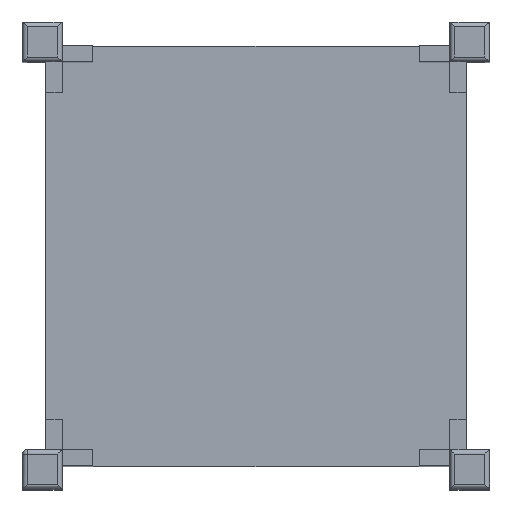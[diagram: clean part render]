
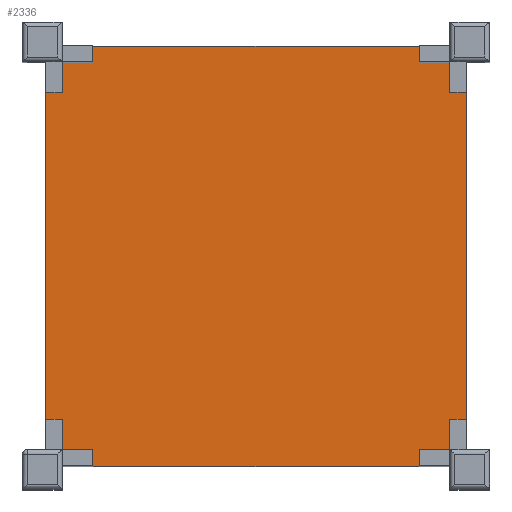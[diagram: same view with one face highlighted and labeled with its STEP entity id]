
A CAD part, top view. The second image highlights one B-rep face of the part: STEP entity #2336.
In plain terms, the highlighted planar face has unit normal (0, 0, 1).
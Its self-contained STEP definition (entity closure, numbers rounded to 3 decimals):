
#85=PLANE('',#2536);
#215=FACE_OUTER_BOUND('',#345,.T.);
#345=EDGE_LOOP('',(#2092,#2093,#2094,#2095,#2096,#2097,#2098,#2099,#2100,
#2101,#2102,#2103,#2104,#2105,#2106,#2107,#2108,#2109,#2110,#2111));
#465=LINE('',#3376,#743);
#587=LINE('',#3699,#865);
#590=LINE('',#3704,#868);
#592=LINE('',#3708,#870);
#594=LINE('',#3712,#872);
#596=LINE('',#3717,#874);
#598=LINE('',#3721,#876);
#607=LINE('',#3736,#885);
#609=LINE('',#3740,#887);
#610=LINE('',#3743,#888);
#625=LINE('',#3768,#903);
#627=LINE('',#3772,#905);
#629=LINE('',#3776,#907);
#631=LINE('',#3780,#909);
#632=LINE('',#3782,#910);
#659=LINE('',#3838,#937);
#660=LINE('',#3840,#938);
#661=LINE('',#3842,#939);
#662=LINE('',#3843,#940);
#663=LINE('',#3844,#941);
#743=VECTOR('',#2686,10.);
#865=VECTOR('',#3022,10.);
#868=VECTOR('',#3027,10.);
#870=VECTOR('',#3031,10.);
#872=VECTOR('',#3035,10.);
#874=VECTOR('',#3039,10.);
#876=VECTOR('',#3043,10.);
#885=VECTOR('',#3054,10.);
#887=VECTOR('',#3058,10.);
#888=VECTOR('',#3061,10.);
#903=VECTOR('',#3078,10.);
#905=VECTOR('',#3082,10.);
#907=VECTOR('',#3086,10.);
#909=VECTOR('',#3090,10.);
#910=VECTOR('',#3093,10.);
#937=VECTOR('',#3154,10.);
#938=VECTOR('',#3155,10.);
#939=VECTOR('',#3156,10.);
#940=VECTOR('',#3157,10.);
#941=VECTOR('',#3158,10.);
#1044=VERTEX_POINT('',#3373);
#1045=VERTEX_POINT('',#3375);
#1138=VERTEX_POINT('',#3696);
#1139=VERTEX_POINT('',#3698);
#1140=VERTEX_POINT('',#3702);
#1141=VERTEX_POINT('',#3706);
#1142=VERTEX_POINT('',#3710);
#1143=VERTEX_POINT('',#3714);
#1144=VERTEX_POINT('',#3716);
#1145=VERTEX_POINT('',#3720);
#1150=VERTEX_POINT('',#3734);
#1151=VERTEX_POINT('',#3738);
#1152=VERTEX_POINT('',#3742);
#1161=VERTEX_POINT('',#3766);
#1162=VERTEX_POINT('',#3770);
#1163=VERTEX_POINT('',#3774);
#1164=VERTEX_POINT('',#3778);
#1176=VERTEX_POINT('',#3837);
#1177=VERTEX_POINT('',#3839);
#1178=VERTEX_POINT('',#3841);
#1263=EDGE_CURVE('',#1045,#1044,#465,.T.);
#1427=EDGE_CURVE('',#1139,#1138,#587,.T.);
#1430=EDGE_CURVE('',#1138,#1140,#590,.T.);
#1432=EDGE_CURVE('',#1140,#1141,#592,.T.);
#1434=EDGE_CURVE('',#1141,#1142,#594,.T.);
#1436=EDGE_CURVE('',#1144,#1143,#596,.T.);
#1438=EDGE_CURVE('',#1145,#1139,#598,.T.);
#1447=EDGE_CURVE('',#1143,#1150,#607,.T.);
#1449=EDGE_CURVE('',#1150,#1151,#609,.T.);
#1450=EDGE_CURVE('',#1152,#1144,#610,.T.);
#1465=EDGE_CURVE('',#1142,#1161,#625,.T.);
#1467=EDGE_CURVE('',#1161,#1162,#627,.T.);
#1469=EDGE_CURVE('',#1162,#1163,#629,.T.);
#1471=EDGE_CURVE('',#1163,#1164,#631,.T.);
#1472=EDGE_CURVE('',#1164,#1045,#632,.T.);
#1499=EDGE_CURVE('',#1044,#1176,#659,.T.);
#1500=EDGE_CURVE('',#1176,#1177,#660,.T.);
#1501=EDGE_CURVE('',#1177,#1178,#661,.T.);
#1502=EDGE_CURVE('',#1178,#1152,#662,.T.);
#1503=EDGE_CURVE('',#1151,#1145,#663,.T.);
#2092=ORIENTED_EDGE('',*,*,#1427,.T.);
#2093=ORIENTED_EDGE('',*,*,#1430,.T.);
#2094=ORIENTED_EDGE('',*,*,#1432,.T.);
#2095=ORIENTED_EDGE('',*,*,#1434,.T.);
#2096=ORIENTED_EDGE('',*,*,#1465,.T.);
#2097=ORIENTED_EDGE('',*,*,#1467,.T.);
#2098=ORIENTED_EDGE('',*,*,#1469,.T.);
#2099=ORIENTED_EDGE('',*,*,#1471,.T.);
#2100=ORIENTED_EDGE('',*,*,#1472,.T.);
#2101=ORIENTED_EDGE('',*,*,#1263,.T.);
#2102=ORIENTED_EDGE('',*,*,#1499,.T.);
#2103=ORIENTED_EDGE('',*,*,#1500,.T.);
#2104=ORIENTED_EDGE('',*,*,#1501,.T.);
#2105=ORIENTED_EDGE('',*,*,#1502,.T.);
#2106=ORIENTED_EDGE('',*,*,#1450,.T.);
#2107=ORIENTED_EDGE('',*,*,#1436,.T.);
#2108=ORIENTED_EDGE('',*,*,#1447,.T.);
#2109=ORIENTED_EDGE('',*,*,#1449,.T.);
#2110=ORIENTED_EDGE('',*,*,#1503,.T.);
#2111=ORIENTED_EDGE('',*,*,#1438,.T.);
#2336=ADVANCED_FACE('',(#215),#85,.T.);
#2536=AXIS2_PLACEMENT_3D('',#3836,#3152,#3153);
#2686=DIRECTION('',(0.,-1.,0.));
#3022=DIRECTION('',(-1.,0.,0.));
#3027=DIRECTION('',(0.,1.,0.));
#3031=DIRECTION('',(-1.,0.,0.));
#3035=DIRECTION('',(0.,1.,0.));
#3039=DIRECTION('',(0.,1.,0.));
#3043=DIRECTION('',(0.,1.,0.));
#3054=DIRECTION('',(1.,0.,0.));
#3058=DIRECTION('',(0.,1.,0.));
#3061=DIRECTION('',(1.,0.,0.));
#3078=DIRECTION('',(-1.,0.,0.));
#3082=DIRECTION('',(0.,-1.,0.));
#3086=DIRECTION('',(-1.,0.,0.));
#3090=DIRECTION('',(0.,-1.,0.));
#3093=DIRECTION('',(-1.,0.,0.));
#3152=DIRECTION('center_axis',(0.,0.,1.));
#3153=DIRECTION('ref_axis',(1.,0.,0.));
#3154=DIRECTION('',(1.,0.,0.));
#3155=DIRECTION('',(0.,-1.,0.));
#3156=DIRECTION('',(1.,0.,0.));
#3157=DIRECTION('',(0.,-1.,0.));
#3158=DIRECTION('',(1.,0.,0.));
#3373=CARTESIAN_POINT('',(-64.136,-27.375,4.));
#3375=CARTESIAN_POINT('',(-64.136,42.625,4.));
#3376=CARTESIAN_POINT('',(-64.136,42.625,4.));
#3696=CARTESIAN_POINT('',(22.364,42.625,4.));
#3698=CARTESIAN_POINT('',(25.864,42.625,4.));
#3699=CARTESIAN_POINT('',(1.614,42.625,4.));
#3702=CARTESIAN_POINT('',(22.364,49.125,4.));
#3704=CARTESIAN_POINT('',(22.364,28.375,4.));
#3706=CARTESIAN_POINT('',(15.864,49.125,4.));
#3708=CARTESIAN_POINT('',(-1.636,49.125,4.));
#3710=CARTESIAN_POINT('',(15.864,52.625,4.));
#3712=CARTESIAN_POINT('',(15.864,30.125,4.));
#3714=CARTESIAN_POINT('',(15.864,-33.875,4.));
#3716=CARTESIAN_POINT('',(15.864,-37.375,4.));
#3717=CARTESIAN_POINT('',(15.864,-13.125,4.));
#3720=CARTESIAN_POINT('',(25.864,-27.375,4.));
#3721=CARTESIAN_POINT('',(25.864,-27.375,4.));
#3734=CARTESIAN_POINT('',(22.364,-33.875,4.));
#3736=CARTESIAN_POINT('',(1.614,-33.875,4.));
#3738=CARTESIAN_POINT('',(22.364,-27.375,4.));
#3740=CARTESIAN_POINT('',(22.364,-9.875,4.));
#3742=CARTESIAN_POINT('',(-54.136,-37.375,4.));
#3743=CARTESIAN_POINT('',(-64.136,-37.375,4.));
#3766=CARTESIAN_POINT('',(-54.136,52.625,4.));
#3768=CARTESIAN_POINT('',(25.864,52.625,4.));
#3770=CARTESIAN_POINT('',(-54.136,49.125,4.));
#3772=CARTESIAN_POINT('',(-54.136,28.375,4.));
#3774=CARTESIAN_POINT('',(-60.636,49.125,4.));
#3776=CARTESIAN_POINT('',(-39.886,49.125,4.));
#3778=CARTESIAN_POINT('',(-60.636,42.625,4.));
#3780=CARTESIAN_POINT('',(-60.636,25.125,4.));
#3782=CARTESIAN_POINT('',(-41.636,42.625,4.));
#3836=CARTESIAN_POINT('Origin',(-19.136,7.625,4.));
#3837=CARTESIAN_POINT('',(-60.636,-27.375,4.));
#3838=CARTESIAN_POINT('',(-39.886,-27.375,4.));
#3839=CARTESIAN_POINT('',(-60.636,-33.875,4.));
#3840=CARTESIAN_POINT('',(-60.636,-13.125,4.));
#3841=CARTESIAN_POINT('',(-54.136,-33.875,4.));
#3842=CARTESIAN_POINT('',(-36.636,-33.875,4.));
#3843=CARTESIAN_POINT('',(-54.136,-14.875,4.));
#3844=CARTESIAN_POINT('',(3.364,-27.375,4.));
